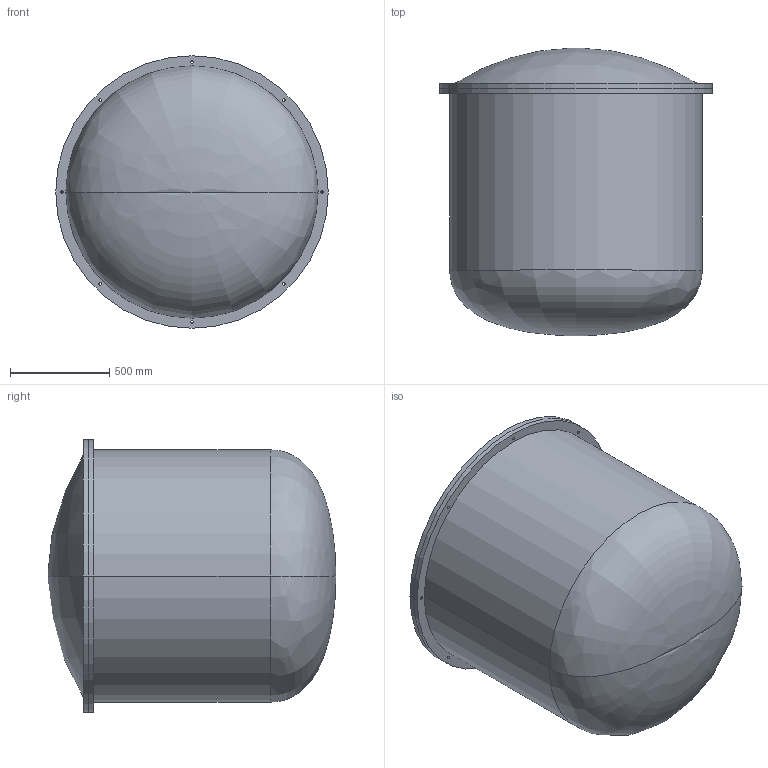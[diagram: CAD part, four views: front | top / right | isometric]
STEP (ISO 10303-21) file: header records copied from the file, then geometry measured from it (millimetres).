
FILE_DESCRIPTION (( 'STEP AP214' ), '1' );
FILE_NAME ('StirTank.STEP', '2023-03-29T19:21:04', ( '' ), ( '' ), 'SwSTEP 2.0', 'SolidWorks 2023', '' );
FILE_SCHEMA (( 'AUTOMOTIVE_DESIGN' ));
Length unit declared in the file: millimetre
Products named in the file (6): Agitator; RotatingRegion; Tank; Top; WaterVolume; StirTank
Assembly tree (5 placements, depth 2):
  StirTank
    WaterVolume
    Agitator
    Top
    RotatingRegion
    Tank
Bounding box: 1371.6 x 1447.44 x 1371.6 mm (x, y, z)
Volume: 1381934078.1 mm3; surface area: 22603698.8 mm2
Topology: 5 solids, 5 shells, 107 faces, 268 edges, 173 vertices
Faces by surface type: plane 49, cylinder 48, bspline 6, cone 2, sphere 2
Entity records: 3759 total; most frequent: CARTESIAN_POINT 898, DIRECTION 590, ORIENTED_EDGE 524, EDGE_CURVE 262, AXIS2_PLACEMENT_3D 225, VERTEX_POINT 173, EDGE_LOOP 149, VECTOR 140
